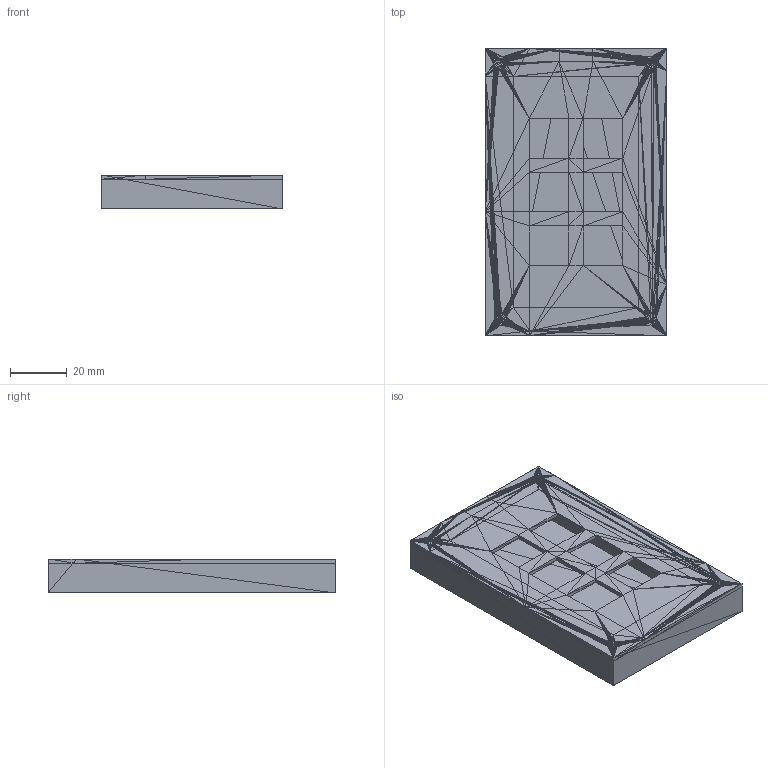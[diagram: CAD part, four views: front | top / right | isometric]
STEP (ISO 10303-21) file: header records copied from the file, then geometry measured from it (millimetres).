
FILE_DESCRIPTION((' Model'),'2;1');
FILE_NAME(' Shape Model','2025-12-01T14:16:46',(''),( ''),' ','','Unknown');
FILE_SCHEMA(('AUTOMOTIVE_DESIGN { 1 0 10303 214 1 1 1 1 }'));
Products named in the file (1):  STEP translator 7.5 1
Bounding box: 64.3 x 101.7 x 12 mm (x, y, z)
Surface area: 31833.2 mm2 (no closed solid volume)
Topology: 0 solids, 1 shells, 1634 faces, 2461 edges, 798 vertices
Faces by surface type: plane 1634
Entity records: 61449 total; most frequent: CARTESIAN_POINT 12273, DIRECTION 8196, LINE 4926, VECTOR 4926, ORIENTED_EDGE 4922, PCURVE 4922, DEFINITIONAL_REPRESENTATION 4922, EDGE_CURVE 2461
